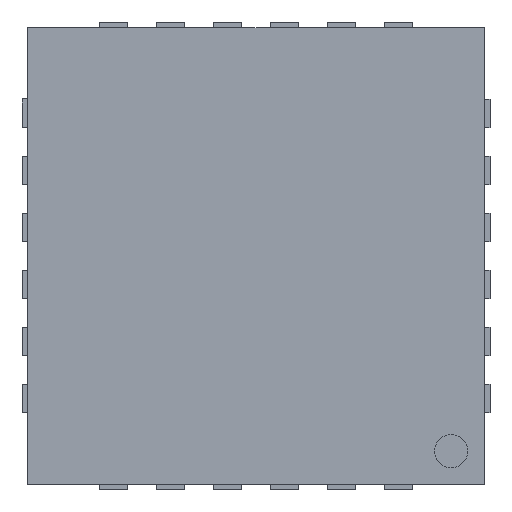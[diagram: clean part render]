
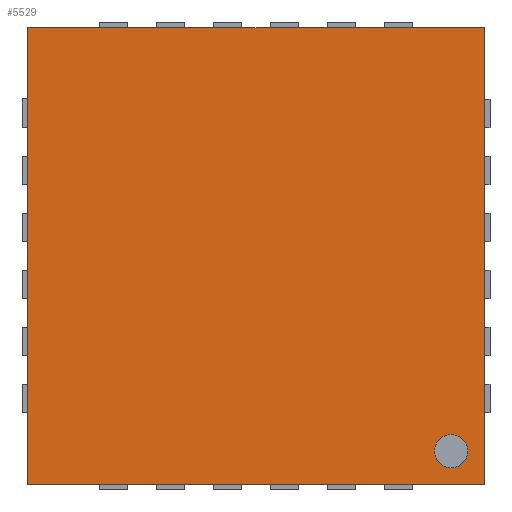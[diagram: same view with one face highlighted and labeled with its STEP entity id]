
A CAD part, front view. The second image highlights one B-rep face of the part: STEP entity #5529.
In plain terms, the highlighted planar face has unit normal (0, -1, 0).
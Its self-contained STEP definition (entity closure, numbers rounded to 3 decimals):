
#49 = EDGE_CURVE ( 'NONE', #2096, #2335, #2290, .T. ) ;
#107 = CARTESIAN_POINT ( 'NONE',  ( 21.133, -1., 8.096 ) ) ;
#316 = CARTESIAN_POINT ( 'NONE',  ( 21.424, -1., 11.95 ) ) ;
#526 = CARTESIAN_POINT ( 'NONE',  ( 21.133, -1., 8.242 ) ) ;
#630 = VERTEX_POINT ( 'NONE', #3679 ) ;
#801 = DIRECTION ( 'NONE',  ( 0., 0., 1. ) ) ;
#1021 = CARTESIAN_POINT ( 'NONE',  ( 21.424, -1., 0. ) ) ;
#1207 = LINE ( 'NONE', #4024, #5911 ) ;
#1328 = EDGE_CURVE ( 'NONE', #4410, #630, #1804, .T. ) ;
#1340 = DIRECTION ( 'NONE',  ( -1., 0., 0. ) ) ;
#1465 = EDGE_CURVE ( 'NONE', #3944, #4410, #3340, .T. ) ;
#1466 = CARTESIAN_POINT ( 'NONE',  ( 21.133, -1., 8.242 ) ) ;
#1511 = ORIENTED_EDGE ( 'NONE', *, *, #1465, .F. ) ;
#1651 = VECTOR ( 'NONE', #6654, 1000. ) ;
#1801 = ORIENTED_EDGE ( 'NONE', *, *, #4715, .F. ) ;
#1804 = LINE ( 'NONE', #4729, #2182 ) ;
#2096 = VERTEX_POINT ( 'NONE', #107 ) ;
#2182 = VECTOR ( 'NONE', #1340, 1000. ) ;
#2275 = VERTEX_POINT ( 'NONE', #6036 ) ;
#2290 = CIRCLE ( 'NONE', #5078, 0.145 ) ;
#2335 = VERTEX_POINT ( 'NONE', #3854 ) ;
#2990 = CARTESIAN_POINT ( 'NONE',  ( 0., -1., 0. ) ) ;
#3143 = EDGE_LOOP ( 'NONE', ( #4619, #1801, #6584, #1511 ) ) ;
#3340 = LINE ( 'NONE', #1021, #7418 ) ;
#3554 = PLANE ( 'NONE',  #4310 ) ;
#3679 = CARTESIAN_POINT ( 'NONE',  ( 17.424, -1., 7.95 ) ) ;
#3792 = CARTESIAN_POINT ( 'NONE',  ( 0., -1., 11.95 ) ) ;
#3854 = CARTESIAN_POINT ( 'NONE',  ( 21.133, -1., 8.387 ) ) ;
#3944 = VERTEX_POINT ( 'NONE', #316 ) ;
#4024 = CARTESIAN_POINT ( 'NONE',  ( 17.424, -1., 0. ) ) ;
#4122 = DIRECTION ( 'NONE',  ( 0., 1., 0. ) ) ;
#4184 = CARTESIAN_POINT ( 'NONE',  ( 21.424, -1., 7.95 ) ) ;
#4310 = AXIS2_PLACEMENT_3D ( 'NONE', #2990, #4122, #801 ) ;
#4410 = VERTEX_POINT ( 'NONE', #4184 ) ;
#4439 = AXIS2_PLACEMENT_3D ( 'NONE', #526, #5241, #6883 ) ;
#4449 = EDGE_CURVE ( 'NONE', #2275, #3944, #5559, .T. ) ;
#4483 = DIRECTION ( 'NONE',  ( 0., 0., -1. ) ) ;
#4585 = EDGE_LOOP ( 'NONE', ( #5704, #7236 ) ) ;
#4619 = ORIENTED_EDGE ( 'NONE', *, *, #4449, .F. ) ;
#4715 = EDGE_CURVE ( 'NONE', #630, #2275, #1207, .T. ) ;
#4729 = CARTESIAN_POINT ( 'NONE',  ( 0., -1., 7.95 ) ) ;
#4845 = FACE_OUTER_BOUND ( 'NONE', #3143, .T. ) ;
#4856 = DIRECTION ( 'NONE',  ( 0., 0., 1. ) ) ;
#5078 = AXIS2_PLACEMENT_3D ( 'NONE', #1466, #5500, #4856 ) ;
#5156 = EDGE_CURVE ( 'NONE', #2335, #2096, #5798, .T. ) ;
#5241 = DIRECTION ( 'NONE',  ( 0., -1., 0. ) ) ;
#5500 = DIRECTION ( 'NONE',  ( 0., -1., 0. ) ) ;
#5529 = ADVANCED_FACE ( 'NONE', ( #4845, #7064 ), #3554, .F. ) ;
#5559 = LINE ( 'NONE', #3792, #1651 ) ;
#5704 = ORIENTED_EDGE ( 'NONE', *, *, #5156, .F. ) ;
#5798 = CIRCLE ( 'NONE', #4439, 0.145 ) ;
#5911 = VECTOR ( 'NONE', #7002, 1000. ) ;
#6036 = CARTESIAN_POINT ( 'NONE',  ( 17.424, -1., 11.95 ) ) ;
#6584 = ORIENTED_EDGE ( 'NONE', *, *, #1328, .F. ) ;
#6654 = DIRECTION ( 'NONE',  ( 1., 0., 0. ) ) ;
#6883 = DIRECTION ( 'NONE',  ( 0., 0., 1. ) ) ;
#7002 = DIRECTION ( 'NONE',  ( 0., 0., 1. ) ) ;
#7064 = FACE_BOUND ( 'NONE', #4585, .T. ) ;
#7236 = ORIENTED_EDGE ( 'NONE', *, *, #49, .F. ) ;
#7418 = VECTOR ( 'NONE', #4483, 1000. ) ;
